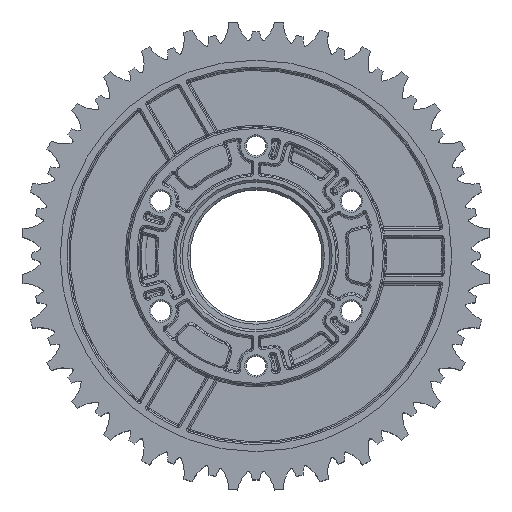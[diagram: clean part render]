
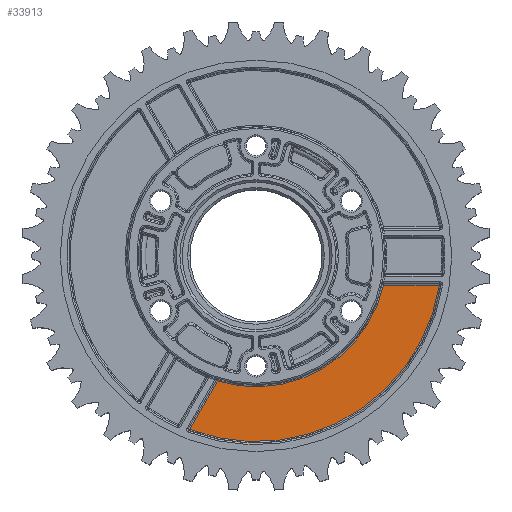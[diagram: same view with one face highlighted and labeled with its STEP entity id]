
A CAD part, top view. The second image highlights one B-rep face of the part: STEP entity #33913.
In plain terms, the highlighted planar face has unit normal (0, 0, 1).
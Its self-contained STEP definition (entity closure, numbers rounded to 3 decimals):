
#557 = CIRCLE ( 'NONE', #6900, 40.194 ) ;
#566 = LINE ( 'NONE', #6317, #574 ) ;
#567 = LINE ( 'NONE', #6296, #569 ) ;
#569 = VECTOR ( 'NONE', #6303, 1000. ) ;
#570 = CIRCLE ( 'NONE', #6903, 28.325 ) ;
#574 = VECTOR ( 'NONE', #6313, 1000. ) ;
#4157 = CARTESIAN_POINT ( 'NONE',  ( 0., 0., 1. ) ) ;
#4161 = PLANE ( 'NONE',  #75909 ) ;
#4163 = DIRECTION ( 'NONE',  ( 0., 0., 1. ) ) ;
#4164 = DIRECTION ( 'NONE',  ( 1., 0., 0. ) ) ;
#4901 = FACE_OUTER_BOUND ( 'NONE', #60121, .T. ) ;
#6296 = CARTESIAN_POINT ( 'NONE',  ( 0., -6.297, 1. ) ) ;
#6303 = DIRECTION ( 'NONE',  ( -1., 0., 0. ) ) ;
#6304 = CARTESIAN_POINT ( 'NONE',  ( 0., 0., 1. ) ) ;
#6305 = DIRECTION ( 'NONE',  ( 0., 0., 1. ) ) ;
#6306 = DIRECTION ( 'NONE',  ( 1., 0., 0. ) ) ;
#6313 = DIRECTION ( 'NONE',  ( -0.5, -0.866, 0. ) ) ;
#6314 = CARTESIAN_POINT ( 'NONE',  ( 0., 0., 1. ) ) ;
#6315 = DIRECTION ( 'NONE',  ( 0., 0., -1. ) ) ;
#6316 = DIRECTION ( 'NONE',  ( 1., 0., 0. ) ) ;
#6317 = CARTESIAN_POINT ( 'NONE',  ( 5.456, -3.15, 1. ) ) ;
#6900 = AXIS2_PLACEMENT_3D ( 'NONE', #6304, #6305, #6306 ) ;
#6903 = AXIS2_PLACEMENT_3D ( 'NONE', #6314, #6315, #6316 ) ;
#33913 = ADVANCED_FACE ( 'NONE', ( #4901 ), #4161, .T. ) ;
#54723 = VERTEX_POINT ( 'NONE', #77484 ) ;
#55569 = VERTEX_POINT ( 'NONE', #78307 ) ;
#55573 = VERTEX_POINT ( 'NONE', #78311 ) ;
#55574 = VERTEX_POINT ( 'NONE', #78312 ) ;
#60121 = EDGE_LOOP ( 'NONE', ( #60974, #60976, #60979, #60981 ) ) ;
#60974 = ORIENTED_EDGE ( 'NONE', *, *, #63828, .T. ) ;
#60976 = ORIENTED_EDGE ( 'NONE', *, *, #63832, .T. ) ;
#60979 = ORIENTED_EDGE ( 'NONE', *, *, #63836, .T. ) ;
#60981 = ORIENTED_EDGE ( 'NONE', *, *, #63840, .T. ) ;
#63828 = EDGE_CURVE ( 'NONE', #55569, #54723, #557, .T. ) ;
#63832 = EDGE_CURVE ( 'NONE', #54723, #55573, #567, .T. ) ;
#63836 = EDGE_CURVE ( 'NONE', #55573, #55574, #570, .T. ) ;
#63840 = EDGE_CURVE ( 'NONE', #55574, #55569, #566, .T. ) ;
#75909 = AXIS2_PLACEMENT_3D ( 'NONE', #4157, #4163, #4164 ) ;
#77484 = CARTESIAN_POINT ( 'NONE',  ( 39.697, -6.297, 1. ) ) ;
#78307 = CARTESIAN_POINT ( 'NONE',  ( -14.393, -37.529, 1. ) ) ;
#78311 = CARTESIAN_POINT ( 'NONE',  ( 27.616, -6.297, 1. ) ) ;
#78312 = CARTESIAN_POINT ( 'NONE',  ( -8.352, -27.066, 1. ) ) ;
